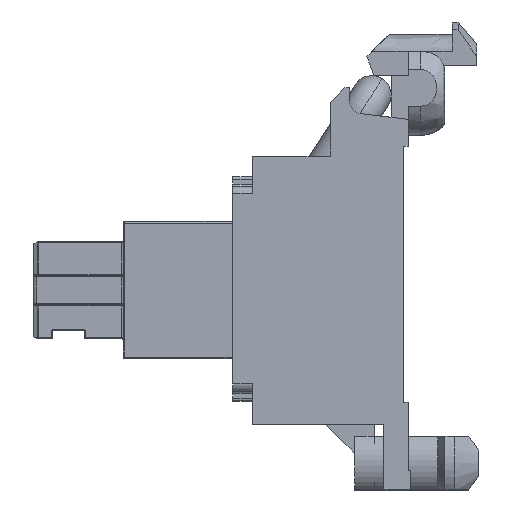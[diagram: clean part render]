
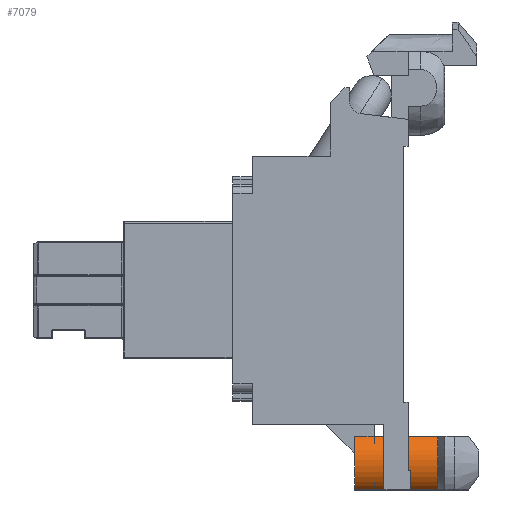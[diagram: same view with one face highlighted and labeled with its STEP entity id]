
A CAD part, left-side view. The second image highlights one B-rep face of the part: STEP entity #7079.
In plain terms, the highlighted cylindrical face has radius 1.4 mm (diameter 2.8 mm), a partial arc.
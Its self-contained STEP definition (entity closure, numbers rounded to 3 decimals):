
#258 = EDGE_LOOP ( 'NONE', ( #8852, #14943, #16805, #8021, #12250 ) ) ;
#472 = LINE ( 'NONE', #14414, #14397 ) ;
#628 = CARTESIAN_POINT ( 'NONE',  ( -0.866, -2.2, -6. ) ) ;
#1125 = DIRECTION ( 'NONE',  ( 0., 0., 1. ) ) ;
#1738 = DIRECTION ( 'NONE',  ( 0., 1., 0. ) ) ;
#1816 = VERTEX_POINT ( 'NONE', #7107 ) ;
#2166 = DIRECTION ( 'NONE',  ( 0., 1., 0. ) ) ;
#2292 = CARTESIAN_POINT ( 'NONE',  ( -0.866, -1.4, -8.2 ) ) ;
#2502 = VECTOR ( 'NONE', #8650, 1000. ) ;
#4583 = CARTESIAN_POINT ( 'NONE',  ( -0.866, -1.4, -8.2 ) ) ;
#4789 = VERTEX_POINT ( 'NONE', #9825 ) ;
#4797 = CARTESIAN_POINT ( 'NONE',  ( 0., -1.4, -7.1 ) ) ;
#4877 = DIRECTION ( 'NONE',  ( 0., 0., 1. ) ) ;
#4948 = EDGE_CURVE ( 'NONE', #16231, #4789, #472, .T. ) ;
#5564 = EDGE_CURVE ( 'NONE', #8110, #16231, #16450, .T. ) ;
#6404 = DIRECTION ( 'NONE',  ( 0., 1., 0. ) ) ;
#7079 = ADVANCED_FACE ( 'NONE', ( #15523 ), #12706, .T. ) ;
#7107 = CARTESIAN_POINT ( 'NONE',  ( -0.866, -4.811, -8.2 ) ) ;
#7144 = EDGE_CURVE ( 'NONE', #9995, #4789, #13083, .T. ) ;
#8021 = ORIENTED_EDGE ( 'NONE', *, *, #7144, .F. ) ;
#8110 = VERTEX_POINT ( 'NONE', #12112 ) ;
#8650 = DIRECTION ( 'NONE',  ( 0., -1., 0. ) ) ;
#8724 = EDGE_CURVE ( 'NONE', #9995, #1816, #13792, .T. ) ;
#8852 = ORIENTED_EDGE ( 'NONE', *, *, #15594, .T. ) ;
#9825 = CARTESIAN_POINT ( 'NONE',  ( -0.866, -1.4, -6. ) ) ;
#9951 = DIRECTION ( 'NONE',  ( 0., 1., 0. ) ) ;
#9995 = VERTEX_POINT ( 'NONE', #4583 ) ;
#11599 = CARTESIAN_POINT ( 'NONE',  ( 0., -4.811, -7.1 ) ) ;
#12112 = CARTESIAN_POINT ( 'NONE',  ( -0.866, -4.811, -6. ) ) ;
#12250 = ORIENTED_EDGE ( 'NONE', *, *, #8724, .T. ) ;
#12706 = CYLINDRICAL_SURFACE ( 'NONE', #14455, 1.4 ) ;
#12969 = AXIS2_PLACEMENT_3D ( 'NONE', #11599, #6404, #15641 ) ;
#13083 = CIRCLE ( 'NONE', #14752, 1.4 ) ;
#13792 = LINE ( 'NONE', #2292, #2502 ) ;
#14143 = DIRECTION ( 'NONE',  ( 0., 1., 0. ) ) ;
#14397 = VECTOR ( 'NONE', #1738, 1000. ) ;
#14414 = CARTESIAN_POINT ( 'NONE',  ( -0.866, -1.4, -6. ) ) ;
#14455 = AXIS2_PLACEMENT_3D ( 'NONE', #16803, #14143, #4877 ) ;
#14752 = AXIS2_PLACEMENT_3D ( 'NONE', #4797, #2166, #1125 ) ;
#14943 = ORIENTED_EDGE ( 'NONE', *, *, #5564, .T. ) ;
#15419 = CARTESIAN_POINT ( 'NONE',  ( -0.866, -1.4, -6. ) ) ;
#15523 = FACE_OUTER_BOUND ( 'NONE', #258, .T. ) ;
#15594 = EDGE_CURVE ( 'NONE', #1816, #8110, #16797, .T. ) ;
#15641 = DIRECTION ( 'NONE',  ( 0., 0., 1. ) ) ;
#15802 = VECTOR ( 'NONE', #9951, 1000. ) ;
#16231 = VERTEX_POINT ( 'NONE', #628 ) ;
#16450 = LINE ( 'NONE', #15419, #15802 ) ;
#16797 = CIRCLE ( 'NONE', #12969, 1.4 ) ;
#16803 = CARTESIAN_POINT ( 'NONE',  ( 0., -1.4, -7.1 ) ) ;
#16805 = ORIENTED_EDGE ( 'NONE', *, *, #4948, .T. ) ;
